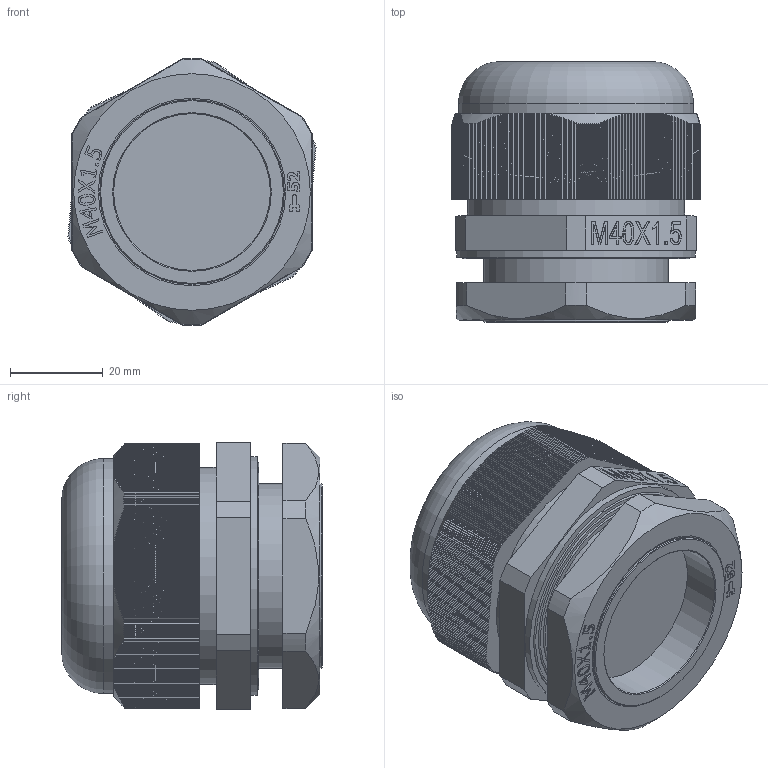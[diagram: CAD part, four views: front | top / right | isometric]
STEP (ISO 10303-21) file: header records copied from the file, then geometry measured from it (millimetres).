
FILE_DESCRIPTION(/* description */ (''),/* implementation_level */ '2;1');
FILE_NAME(/* name */ '',/* time_stamp */ '2025-07-22T11:53:56+07:00',/* author */ ('zeta-86'),/* organization */ (''),/* preprocessor_version */ 'ST-DEVELOPER v19.2',/* originating_system */ 'Autodesk Inventor 2024',/* authorisation */ '');
FILE_SCHEMA (('AUTOMOTIVE_DESIGN { 1 0 10303 214 3 1 1 }'));
Length unit declared in the file: millimetre
Products named in the file (1): сборка для 
stp
Bounding box: 53.47 x 56.2 x 57.5 mm (x, y, z)
Volume: 103961.5 mm3; surface area: 18655.3 mm2
Topology: 1 solids, 1 shells, 1182 faces, 3439 edges, 2292 vertices
Faces by surface type: plane 1046, bspline 72, cone 45, cylinder 14, torus 5
Full cylindrical faces by diameter (mm): 32.3 x1, 33.8 x1, 39.8 x2, 46.8 x1, 50.8 x1, 51.5 x1
Entity records: 38101 total; most frequent: CARTESIAN_POINT 9078, ORIENTED_EDGE 6878, DIRECTION 4988, EDGE_CURVE 3439, LINE 2564, VECTOR 2564, VERTEX_POINT 2292, EDGE_LOOP 1215
